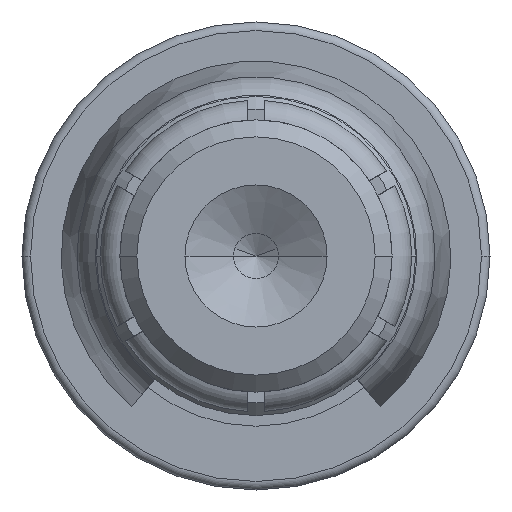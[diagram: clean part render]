
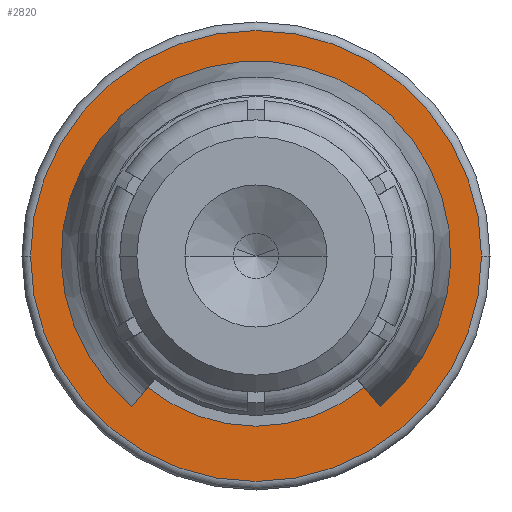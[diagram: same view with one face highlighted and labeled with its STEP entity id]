
A CAD part, left-side view. The second image highlights one B-rep face of the part: STEP entity #2820.
In plain terms, the highlighted planar face has unit normal (-1, 0, 0).
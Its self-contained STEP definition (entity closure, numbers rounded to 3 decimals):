
#59=CARTESIAN_POINT('',(8.65,0.,0.));
#60=DIRECTION('',(-1.,0.,0.));
#61=DIRECTION('',(0.,-1.,0.));
#62=AXIS2_PLACEMENT_3D('',#59,#60,#61);
#64=CARTESIAN_POINT('',(8.65,0.,0.));
#65=DIRECTION('',(-1.,0.,0.));
#66=DIRECTION('',(0.,1.,0.));
#67=AXIS2_PLACEMENT_3D('',#64,#65,#66);
#92=CARTESIAN_POINT('',(8.65,0.,0.));
#93=DIRECTION('',(1.,0.,0.));
#94=DIRECTION('',(0.,1.,0.));
#95=AXIS2_PLACEMENT_3D('',#92,#93,#94);
#105=CARTESIAN_POINT('',(8.65,0.,0.));
#106=DIRECTION('',(-1.,0.,0.));
#107=DIRECTION('',(0.,1.,0.));
#108=AXIS2_PLACEMENT_3D('',#105,#106,#107);
#2362=CARTESIAN_POINT('',(8.65,2.,0.));
#2364=VERTEX_POINT('',#2362);
#2366=CARTESIAN_POINT('',(8.65,-2.,0.));
#2368=VERTEX_POINT('',#2366);
#2390=CARTESIAN_POINT('',(8.65,-2.65,0.));
#2391=CARTESIAN_POINT('',(8.65,2.65,0.));
#2392=VERTEX_POINT('',#2390);
#2393=VERTEX_POINT('',#2391);
#2804=CARTESIAN_POINT('',(8.65,0.,0.));
#2805=DIRECTION('',(1.,0.,0.));
#2806=DIRECTION('',(0.,-1.,0.));
#2807=AXIS2_PLACEMENT_3D('',#2804,#2805,#2806);
#2808=PLANE('',#2807);
#2809=ORIENTED_EDGE('',*,*,#2794,.F.);
#2811=ORIENTED_EDGE('',*,*,#2810,.F.);
#2812=EDGE_LOOP('',(#2809,#2811));
#2813=FACE_OUTER_BOUND('',#2812,.F.);
#2815=ORIENTED_EDGE('',*,*,#2814,.F.);
#2817=ORIENTED_EDGE('',*,*,#2816,.T.);
#2818=EDGE_LOOP('',(#2815,#2817));
#2819=FACE_BOUND('',#2818,.F.);
#2820=ADVANCED_FACE('',(#2813,#2819),#2808,.F.);
#63=CIRCLE('',#62,2.65);
#68=CIRCLE('',#67,2.65);
#96=CIRCLE('',#95,2.);
#109=CIRCLE('',#108,2.);
#2794=EDGE_CURVE('',#2392,#2393,#63,.T.);
#2810=EDGE_CURVE('',#2393,#2392,#68,.T.);
#2814=EDGE_CURVE('',#2364,#2368,#96,.T.);
#2816=EDGE_CURVE('',#2364,#2368,#109,.T.);
